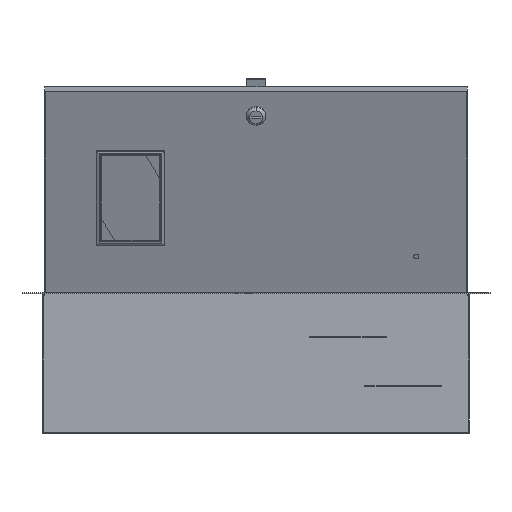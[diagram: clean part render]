
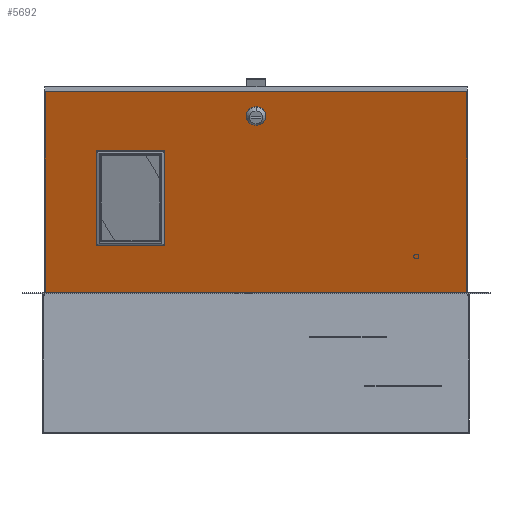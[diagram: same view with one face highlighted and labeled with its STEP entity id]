
A CAD part, left-side view. The second image highlights one B-rep face of the part: STEP entity #5692.
In plain terms, the highlighted face is planar.
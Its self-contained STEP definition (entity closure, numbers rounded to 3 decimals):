
#129 = DIRECTION ( 'NONE',  ( 1., 0., 0. ) ) ;
#185 = EDGE_LOOP ( 'NONE', ( #17756, #13810, #17428, #14417 ) ) ;
#520 = CARTESIAN_POINT ( 'NONE',  ( -114., 0., 0. ) ) ;
#996 = VERTEX_POINT ( 'NONE', #4613 ) ;
#1032 = CARTESIAN_POINT ( 'NONE',  ( -102.5, 0., 0. ) ) ;
#1084 = CIRCLE ( 'NONE', #16064, 11.5 ) ;
#1392 = AXIS2_PLACEMENT_3D ( 'NONE', #3716, #11417, #7005 ) ;
#2330 = CARTESIAN_POINT ( 'NONE',  ( 55., -111.5, 0. ) ) ;
#2375 = VECTOR ( 'NONE', #3576, 1000. ) ;
#2485 = ORIENTED_EDGE ( 'NONE', *, *, #10111, .F. ) ;
#2992 = VECTOR ( 'NONE', #16804, 1000. ) ;
#3527 = ORIENTED_EDGE ( 'NONE', *, *, #14113, .F. ) ;
#3571 = FACE_BOUND ( 'NONE', #13512, .T. ) ;
#3576 = DIRECTION ( 'NONE',  ( 1., 0., 0. ) ) ;
#3592 = LINE ( 'NONE', #13030, #17370 ) ;
#3716 = CARTESIAN_POINT ( 'NONE',  ( -102.5, 0., 0. ) ) ;
#3858 = CIRCLE ( 'NONE', #1392, 11.5 ) ;
#4492 = FACE_OUTER_BOUND ( 'NONE', #185, .T. ) ;
#4613 = CARTESIAN_POINT ( 'NONE',  ( -133.5, 248.5, 0. ) ) ;
#4770 = EDGE_CURVE ( 'NONE', #12868, #7363, #12423, .T. ) ;
#4866 = EDGE_CURVE ( 'NONE', #13165, #8659, #3592, .T. ) ;
#5042 = CARTESIAN_POINT ( 'NONE',  ( -55., -111.5, 0. ) ) ;
#5074 = CARTESIAN_POINT ( 'NONE',  ( 133.5, 248.5, 0. ) ) ;
#5088 = DIRECTION ( 'NONE',  ( 0., 1., 0. ) ) ;
#5430 = VECTOR ( 'NONE', #10287, 1000. ) ;
#5692 = ADVANCED_FACE ( 'NONE', ( #18002, #3571, #4492 ), #15368, .T. ) ;
#5917 = EDGE_CURVE ( 'NONE', #996, #14518, #6682, .T. ) ;
#6054 = EDGE_CURVE ( 'NONE', #8659, #996, #14016, .T. ) ;
#6067 = EDGE_CURVE ( 'NONE', #12047, #13199, #3858, .T. ) ;
#6277 = DIRECTION ( 'NONE',  ( 0., 1., 0. ) ) ;
#6572 = DIRECTION ( 'NONE',  ( 0., 0., 1. ) ) ;
#6681 = ORIENTED_EDGE ( 'NONE', *, *, #4770, .F. ) ;
#6682 = LINE ( 'NONE', #14267, #17418 ) ;
#7005 = DIRECTION ( 'NONE',  ( 1., 0., 0. ) ) ;
#7071 = DIRECTION ( 'NONE',  ( 0., -1., 0. ) ) ;
#7363 = VERTEX_POINT ( 'NONE', #2330 ) ;
#7429 = CARTESIAN_POINT ( 'NONE',  ( 0., 0., 0. ) ) ;
#7577 = CARTESIAN_POINT ( 'NONE',  ( -133.5, 248.5, 0. ) ) ;
#7699 = CARTESIAN_POINT ( 'NONE',  ( 55., -183.5, 0. ) ) ;
#7957 = ORIENTED_EDGE ( 'NONE', *, *, #6067, .F. ) ;
#7992 = EDGE_CURVE ( 'NONE', #13199, #12047, #1084, .T. ) ;
#8050 = VECTOR ( 'NONE', #7071, 1000. ) ;
#8132 = DIRECTION ( 'NONE',  ( 0., 0., 1. ) ) ;
#8344 = ORIENTED_EDGE ( 'NONE', *, *, #7992, .F. ) ;
#8397 = EDGE_CURVE ( 'NONE', #7363, #13166, #8554, .T. ) ;
#8453 = DIRECTION ( 'NONE',  ( -1., 0., 0. ) ) ;
#8554 = LINE ( 'NONE', #16500, #2992 ) ;
#8659 = VERTEX_POINT ( 'NONE', #5074 ) ;
#8738 = CARTESIAN_POINT ( 'NONE',  ( -133.5, -248.5, 0. ) ) ;
#9746 = LINE ( 'NONE', #5042, #8050 ) ;
#9980 = CARTESIAN_POINT ( 'NONE',  ( -55., -183.5, 0. ) ) ;
#10111 = EDGE_CURVE ( 'NONE', #11094, #12868, #18157, .T. ) ;
#10287 = DIRECTION ( 'NONE',  ( 1., 0., 0. ) ) ;
#10699 = AXIS2_PLACEMENT_3D ( 'NONE', #7429, #6572, #12116 ) ;
#11094 = VERTEX_POINT ( 'NONE', #12064 ) ;
#11202 = EDGE_CURVE ( 'NONE', #14518, #13165, #15649, .T. ) ;
#11417 = DIRECTION ( 'NONE',  ( 0., 0., 1. ) ) ;
#11496 = VECTOR ( 'NONE', #8453, 1000. ) ;
#12047 = VERTEX_POINT ( 'NONE', #520 ) ;
#12064 = CARTESIAN_POINT ( 'NONE',  ( -55., -183.5, 0. ) ) ;
#12116 = DIRECTION ( 'NONE',  ( 1., 0., 0. ) ) ;
#12423 = LINE ( 'NONE', #14751, #17389 ) ;
#12868 = VERTEX_POINT ( 'NONE', #7699 ) ;
#13030 = CARTESIAN_POINT ( 'NONE',  ( 133.5, 248.5, 0. ) ) ;
#13165 = VERTEX_POINT ( 'NONE', #17960 ) ;
#13166 = VERTEX_POINT ( 'NONE', #14430 ) ;
#13199 = VERTEX_POINT ( 'NONE', #17672 ) ;
#13512 = EDGE_LOOP ( 'NONE', ( #8344, #7957 ) ) ;
#13810 = ORIENTED_EDGE ( 'NONE', *, *, #11202, .T. ) ;
#14016 = LINE ( 'NONE', #7577, #11496 ) ;
#14034 = ORIENTED_EDGE ( 'NONE', *, *, #8397, .F. ) ;
#14113 = EDGE_CURVE ( 'NONE', #13166, #11094, #9746, .T. ) ;
#14267 = CARTESIAN_POINT ( 'NONE',  ( -133.5, 248.5, 0. ) ) ;
#14417 = ORIENTED_EDGE ( 'NONE', *, *, #6054, .T. ) ;
#14430 = CARTESIAN_POINT ( 'NONE',  ( -55., -111.5, 0. ) ) ;
#14518 = VERTEX_POINT ( 'NONE', #8738 ) ;
#14751 = CARTESIAN_POINT ( 'NONE',  ( 55., -111.5, 0. ) ) ;
#15368 = PLANE ( 'NONE',  #10699 ) ;
#15649 = LINE ( 'NONE', #18009, #2375 ) ;
#15821 = EDGE_LOOP ( 'NONE', ( #3527, #14034, #6681, #2485 ) ) ;
#16064 = AXIS2_PLACEMENT_3D ( 'NONE', #1032, #8132, #129 ) ;
#16500 = CARTESIAN_POINT ( 'NONE',  ( -55., -111.5, 0. ) ) ;
#16804 = DIRECTION ( 'NONE',  ( -1., 0., 0. ) ) ;
#17370 = VECTOR ( 'NONE', #6277, 1000. ) ;
#17389 = VECTOR ( 'NONE', #5088, 1000. ) ;
#17418 = VECTOR ( 'NONE', #17797, 1000. ) ;
#17428 = ORIENTED_EDGE ( 'NONE', *, *, #4866, .T. ) ;
#17672 = CARTESIAN_POINT ( 'NONE',  ( -91., 0., 0. ) ) ;
#17756 = ORIENTED_EDGE ( 'NONE', *, *, #5917, .T. ) ;
#17797 = DIRECTION ( 'NONE',  ( 0., -1., 0. ) ) ;
#17960 = CARTESIAN_POINT ( 'NONE',  ( 133.5, -248.5, 0. ) ) ;
#18002 = FACE_BOUND ( 'NONE', #15821, .T. ) ;
#18009 = CARTESIAN_POINT ( 'NONE',  ( -133.5, -248.5, 0. ) ) ;
#18157 = LINE ( 'NONE', #9980, #5430 ) ;
